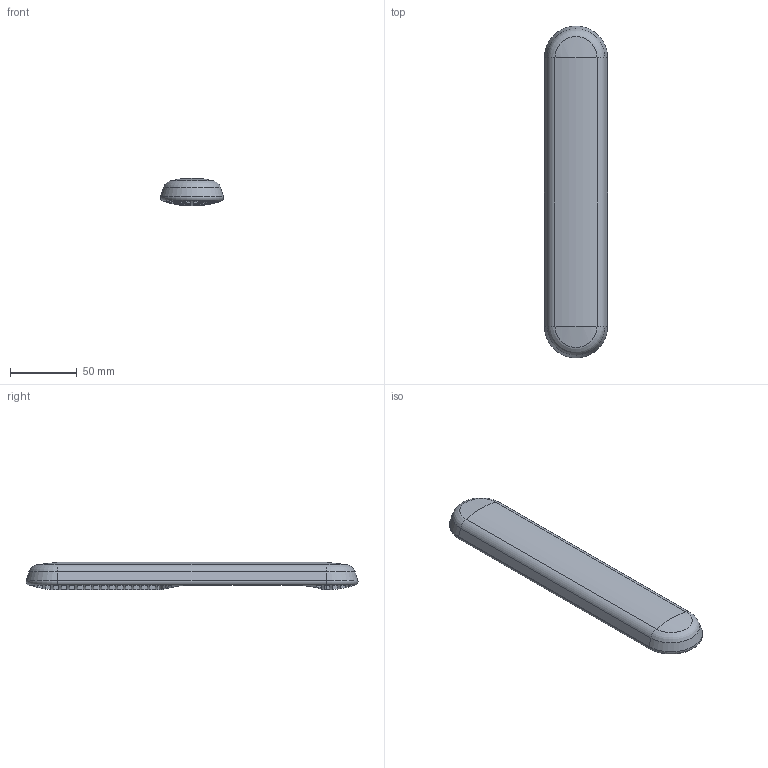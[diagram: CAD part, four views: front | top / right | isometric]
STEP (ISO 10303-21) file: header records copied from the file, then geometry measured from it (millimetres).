
FILE_DESCRIPTION((''),'2;1');
FILE_NAME('CXBY69193','2024-02-07T07:35:18',('FIANLEH10'),(''),'CREO PARAMETRIC BY PTC INC, 2022364','CREO PARAMETRIC BY PTC INC, 2022364','');
FILE_SCHEMA(('AUTOMOTIVE_DESIGN { 1 0 10303 214 1 1 1 1 }'));
Length unit declared in the file: millimetre
Products named in the file (1): CXBY69193
Bounding box: 47.28 x 248.28 x 20.7 mm (x, y, z)
Volume: 84964.4 mm3; surface area: 54855.2 mm2
Topology: 1 solids, 1 shells, 359 faces, 920 edges, 600 vertices
Faces by surface type: plane 182, cylinder 101, torus 22, cone 20, sphere 18, bspline 16
Entity records: 20939 total; most frequent: CARTESIAN_POINT 4568, ORIENTED_EDGE 1828, DIRECTION 1798, PRESENTATION_STYLE_ASSIGNMENT 1278, STYLED_ITEM 919, CURVE_STYLE 918, EDGE_CURVE 914, FILL_AREA_STYLE_COLOUR 719
